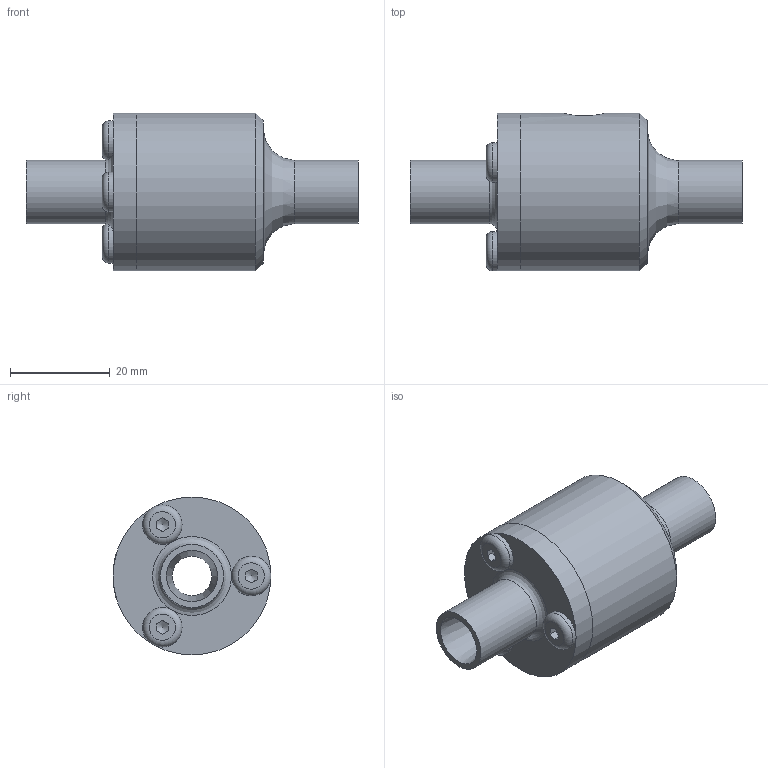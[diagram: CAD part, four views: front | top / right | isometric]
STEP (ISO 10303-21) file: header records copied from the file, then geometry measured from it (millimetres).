
FILE_DESCRIPTION((''),'2;1');
FILE_NAME('6059-3D.stp','2008-12-23T16:31:26',('Dan Preston'),(''),'Autodesk Inventor 2009','Autodesk Inventor 2009','');
FILE_SCHEMA(('AUTOMOTIVE_DESIGN { 1 0 10303 214 1 1 1 1 }'));
Length unit declared in the file: inch
Products named in the file (4): 6079-3D; 6079-body-3d; 900533; Unbrako UNC Hex Socket Button Cap - Inch 8 x 5/8
Assembly tree (5 placements, depth 2):
  6079-3D
    6079-body-3d
    900533
    Unbrako UNC Hex Socket Button Cap - Inch 8 x 5/8  x3
Bounding box: 66.73 x 31.75 x 31.75 mm (x, y, z)
Volume: 24832.2 mm3; surface area: 11298 mm2
Topology: 5 solids, 5 shells, 78 faces, 169 edges, 107 vertices
Faces by surface type: plane 35, cylinder 15, bspline 14, cone 10, torus 4
Full cylindrical faces by diameter (mm): 4.166 x3, 7.925 x3, 7.938 x2, 7.95 x1, 8.611 x1, 12.7 x2, 15.723 x1, 31.75 x2
Entity records: 1476 total; most frequent: CARTESIAN_POINT 503, DIRECTION 186, ORIENTED_EDGE 122, EDGE_LOOP 94, AXIS2_PLACEMENT_3D 87, EDGE_CURVE 61, VERTEX_POINT 55, FACE_OUTER_BOUND 48
